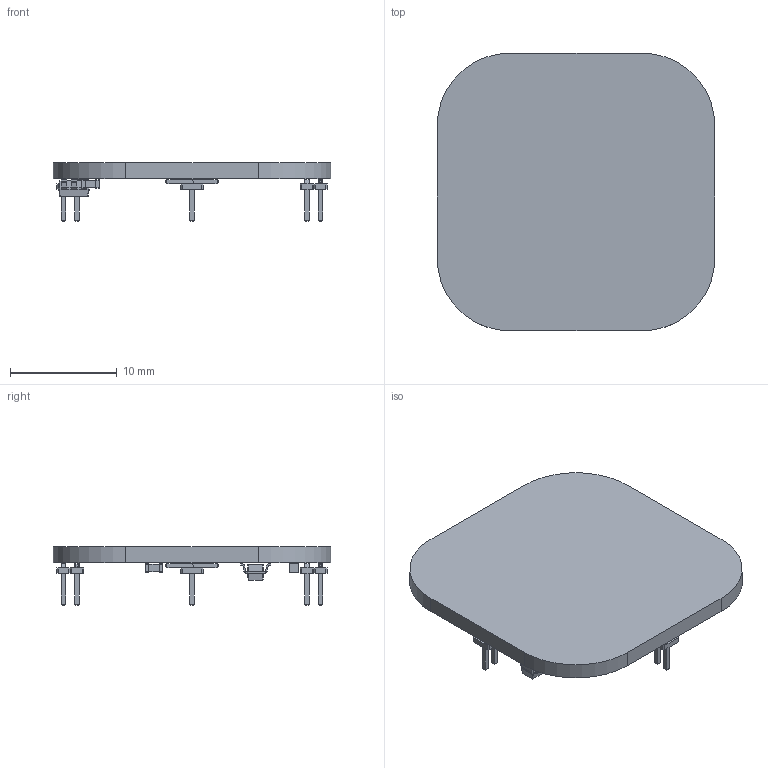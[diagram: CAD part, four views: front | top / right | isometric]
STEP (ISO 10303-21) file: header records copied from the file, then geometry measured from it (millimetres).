
FILE_DESCRIPTION(('KiCad electronic assembly'),'2;1');
FILE_NAME('Kockica.step','2025-08-20T19:01:40',('Pcbnew'),('Kicad'), 'Open CASCADE STEP processor 7.9','KiCad to STEP converter','Unknown' );
FILE_SCHEMA(('AUTOMOTIVE_DESIGN { 1 0 10303 214 1 1 1 1 }'));
Length unit declared in the file: millimetre
Products named in the file (5): Kockica 1; PinHeader_1x02_P1.27mm_Vertical_SMD_Pin1Left; SOT-23-6; C_0603_1608Metric; Dice_PCB
Assembly tree (8 placements, depth 2):
  Kockica 1
    PinHeader_1x02_P1.27mm_Vertical_SMD_Pin1Left  x4
    SOT-23-6
    C_0603_1608Metric  x2
    Dice_PCB
Bounding box: 26 x 26 x 5.5 mm (x, y, z)
Volume: 986.8 mm3; surface area: 1578 mm2
Topology: 8 solids, 8 shells, 399 faces, 1015 edges, 645 vertices
Faces by surface type: plane 323, cylinder 60, bspline 16
Entity records: 7993 total; most frequent: CARTESIAN_POINT 1176, ORIENTED_EDGE 1082, DIRECTION 1006, EDGE_CURVE 541, LINE 432, VECTOR 432, VERTEX_POINT 345, AXIS2_PLACEMENT_3D 287
